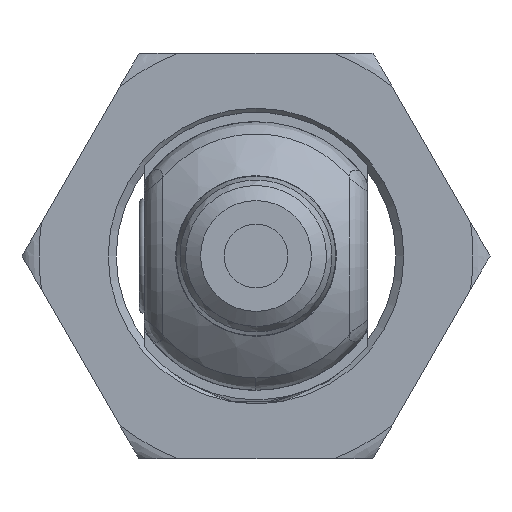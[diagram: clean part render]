
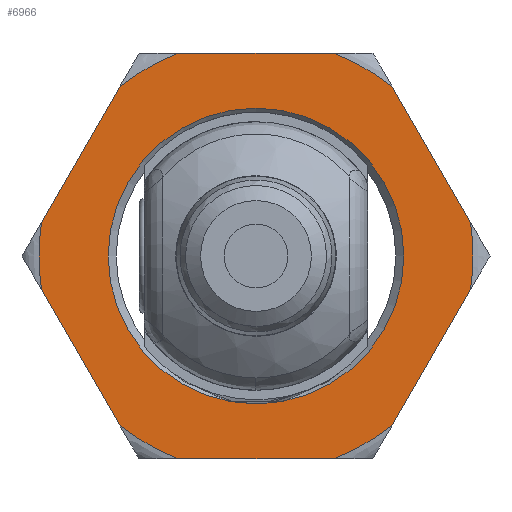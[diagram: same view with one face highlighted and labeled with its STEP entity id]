
A CAD part, left-side view. The second image highlights one B-rep face of the part: STEP entity #6966.
In plain terms, the highlighted planar face has unit normal (-1, 0, 0).
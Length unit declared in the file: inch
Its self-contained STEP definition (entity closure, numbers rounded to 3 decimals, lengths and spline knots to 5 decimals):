
#38 = VERTEX_POINT ( 'NONE', #4731 ) ;
#94 = DIRECTION ( 'NONE',  ( 0., 0.5, 0.866 ) ) ;
#126 = DIRECTION ( 'NONE',  ( 0., 0., 1. ) ) ;
#130 = AXIS2_PLACEMENT_3D ( 'NONE', #3345, #6124, #2289 ) ;
#164 = CARTESIAN_POINT ( 'NONE',  ( 0.23447, -0.43233, 0.24961 ) ) ;
#173 = DIRECTION ( 'NONE',  ( 0., -0.5, -0.866 ) ) ;
#226 = VERTEX_POINT ( 'NONE', #1323 ) ;
#281 = VERTEX_POINT ( 'NONE', #2043 ) ;
#398 = LINE ( 'NONE', #542, #3395 ) ;
#442 = VECTOR ( 'NONE', #173, 39.37008 ) ;
#466 = ORIENTED_EDGE ( 'NONE', *, *, #969, .T. ) ;
#542 = CARTESIAN_POINT ( 'NONE',  ( 0.23447, 0., -0.49921 ) ) ;
#585 = EDGE_CURVE ( 'NONE', #6472, #3595, #5861, .T. ) ;
#653 = VERTEX_POINT ( 'NONE', #5418 ) ;
#660 = ORIENTED_EDGE ( 'NONE', *, *, #3016, .T. ) ;
#706 = CARTESIAN_POINT ( 'NONE',  ( 0.23447, -0.52854, 0.08297 ) ) ;
#757 = EDGE_CURVE ( 'NONE', #5970, #226, #971, .T. ) ;
#836 = CARTESIAN_POINT ( 'NONE',  ( 0.23447, 0., 0. ) ) ;
#929 = EDGE_CURVE ( 'NONE', #4135, #281, #2962, .T. ) ;
#969 = EDGE_CURVE ( 'NONE', #281, #3444, #3644, .T. ) ;
#970 = CARTESIAN_POINT ( 'NONE',  ( 0.23447, 0.19241, -0.49921 ) ) ;
#971 = CIRCLE ( 'NONE', #4345, 0.53501 ) ;
#974 = ORIENTED_EDGE ( 'NONE', *, *, #929, .T. ) ;
#1117 = CIRCLE ( 'NONE', #5194, 0.53501 ) ;
#1143 = DIRECTION ( 'NONE',  ( 1., 0., 0. ) ) ;
#1229 = LINE ( 'NONE', #2704, #5135 ) ;
#1303 = EDGE_LOOP ( 'NONE', ( #4294, #4027, #2952, #7076, #3244, #5694, #2944, #6307, #974, #466, #4480, #2251 ) ) ;
#1323 = CARTESIAN_POINT ( 'NONE',  ( 0.23447, 0.33612, 0.41624 ) ) ;
#1411 = AXIS2_PLACEMENT_3D ( 'NONE', #5997, #3108, #3181 ) ;
#1420 = DIRECTION ( 'NONE',  ( 0., 0., 1. ) ) ;
#1531 = CARTESIAN_POINT ( 'NONE',  ( 0.23447, 0., 0. ) ) ;
#1784 = AXIS2_PLACEMENT_3D ( 'NONE', #6392, #4045, #5849 ) ;
#1861 = EDGE_CURVE ( 'NONE', #226, #6472, #1229, .T. ) ;
#2001 = CARTESIAN_POINT ( 'NONE',  ( 0.23447, 0.52854, -0.08297 ) ) ;
#2043 = CARTESIAN_POINT ( 'NONE',  ( 0.23447, -0.52854, -0.08297 ) ) ;
#2138 = CARTESIAN_POINT ( 'NONE',  ( 0.23447, 0.33612, -0.41624 ) ) ;
#2251 = ORIENTED_EDGE ( 'NONE', *, *, #2271, .T. ) ;
#2271 = EDGE_CURVE ( 'NONE', #653, #38, #2688, .T. ) ;
#2289 = DIRECTION ( 'NONE',  ( 0., 0., -1. ) ) ;
#2303 = CARTESIAN_POINT ( 'NONE',  ( 0.23447, 0., 0. ) ) ;
#2379 = DIRECTION ( 'NONE',  ( 0., -0.5, 0.866 ) ) ;
#2531 = VERTEX_POINT ( 'NONE', #5696 ) ;
#2631 = AXIS2_PLACEMENT_3D ( 'NONE', #836, #3060, #6928 ) ;
#2688 = CIRCLE ( 'NONE', #1411, 0.53501 ) ;
#2704 = CARTESIAN_POINT ( 'NONE',  ( 0.23447, 0.43233, 0.24961 ) ) ;
#2713 = AXIS2_PLACEMENT_3D ( 'NONE', #2303, #5568, #4430 ) ;
#2944 = ORIENTED_EDGE ( 'NONE', *, *, #3326, .T. ) ;
#2952 = ORIENTED_EDGE ( 'NONE', *, *, #1861, .T. ) ;
#2962 = LINE ( 'NONE', #5705, #4105 ) ;
#2997 = DIRECTION ( 'NONE',  ( 0., 1., 0. ) ) ;
#3016 = EDGE_CURVE ( 'NONE', #4964, #4964, #4428, .T. ) ;
#3060 = DIRECTION ( 'NONE',  ( -1., 0., 0. ) ) ;
#3108 = DIRECTION ( 'NONE',  ( -1., 0., 0. ) ) ;
#3181 = DIRECTION ( 'NONE',  ( 0., 0., 1. ) ) ;
#3244 = ORIENTED_EDGE ( 'NONE', *, *, #5898, .T. ) ;
#3326 = EDGE_CURVE ( 'NONE', #3349, #2531, #398, .T. ) ;
#3345 = CARTESIAN_POINT ( 'NONE',  ( 0.23447, 0., 0. ) ) ;
#3349 = VERTEX_POINT ( 'NONE', #970 ) ;
#3395 = VECTOR ( 'NONE', #7137, 39.37008 ) ;
#3404 = VERTEX_POINT ( 'NONE', #2138 ) ;
#3444 = VERTEX_POINT ( 'NONE', #706 ) ;
#3595 = VERTEX_POINT ( 'NONE', #2001 ) ;
#3644 = CIRCLE ( 'NONE', #1784, 0.53501 ) ;
#3735 = CARTESIAN_POINT ( 'NONE',  ( 0.23447, -0.33612, -0.41624 ) ) ;
#3798 = DIRECTION ( 'NONE',  ( 0., 0., 1. ) ) ;
#3944 = CARTESIAN_POINT ( 'NONE',  ( 0.23447, 0.43233, -0.24961 ) ) ;
#4027 = ORIENTED_EDGE ( 'NONE', *, *, #757, .T. ) ;
#4045 = DIRECTION ( 'NONE',  ( -1., 0., 0. ) ) ;
#4105 = VECTOR ( 'NONE', #2379, 39.37008 ) ;
#4135 = VERTEX_POINT ( 'NONE', #3735 ) ;
#4224 = EDGE_CURVE ( 'NONE', #3404, #3349, #1117, .T. ) ;
#4246 = EDGE_CURVE ( 'NONE', #3444, #653, #5087, .T. ) ;
#4294 = ORIENTED_EDGE ( 'NONE', *, *, #5311, .T. ) ;
#4309 = CARTESIAN_POINT ( 'NONE',  ( 0.23447, 0.52854, 0.08297 ) ) ;
#4345 = AXIS2_PLACEMENT_3D ( 'NONE', #1531, #4858, #1420 ) ;
#4428 = CIRCLE ( 'NONE', #130, 0.36417 ) ;
#4430 = DIRECTION ( 'NONE',  ( 0., 0., 1. ) ) ;
#4462 = PLANE ( 'NONE',  #5510 ) ;
#4480 = ORIENTED_EDGE ( 'NONE', *, *, #4246, .T. ) ;
#4606 = VECTOR ( 'NONE', #94, 39.37008 ) ;
#4731 = CARTESIAN_POINT ( 'NONE',  ( 0.23447, -0.19241, 0.49921 ) ) ;
#4733 = VECTOR ( 'NONE', #2997, 39.37008 ) ;
#4749 = LINE ( 'NONE', #6972, #4733 ) ;
#4850 = CARTESIAN_POINT ( 'NONE',  ( 0.23447, 0., -0.36417 ) ) ;
#4858 = DIRECTION ( 'NONE',  ( -1., 0., 0. ) ) ;
#4964 = VERTEX_POINT ( 'NONE', #4850 ) ;
#5087 = LINE ( 'NONE', #164, #4606 ) ;
#5092 = CIRCLE ( 'NONE', #2631, 0.53501 ) ;
#5095 = EDGE_LOOP ( 'NONE', ( #660 ) ) ;
#5135 = VECTOR ( 'NONE', #6774, 39.37008 ) ;
#5194 = AXIS2_PLACEMENT_3D ( 'NONE', #6684, #6828, #126 ) ;
#5311 = EDGE_CURVE ( 'NONE', #38, #5970, #4749, .T. ) ;
#5418 = CARTESIAN_POINT ( 'NONE',  ( 0.23447, -0.33612, 0.41624 ) ) ;
#5493 = FACE_BOUND ( 'NONE', #5095, .T. ) ;
#5510 = AXIS2_PLACEMENT_3D ( 'NONE', #5598, #1143, #3798 ) ;
#5568 = DIRECTION ( 'NONE',  ( -1., 0., 0. ) ) ;
#5571 = EDGE_CURVE ( 'NONE', #2531, #4135, #5092, .T. ) ;
#5598 = CARTESIAN_POINT ( 'NONE',  ( 0.23447, 0., 0. ) ) ;
#5694 = ORIENTED_EDGE ( 'NONE', *, *, #4224, .T. ) ;
#5696 = CARTESIAN_POINT ( 'NONE',  ( 0.23447, -0.19241, -0.49921 ) ) ;
#5705 = CARTESIAN_POINT ( 'NONE',  ( 0.23447, -0.43233, -0.24961 ) ) ;
#5849 = DIRECTION ( 'NONE',  ( 0., 0., 1. ) ) ;
#5861 = CIRCLE ( 'NONE', #2713, 0.53501 ) ;
#5898 = EDGE_CURVE ( 'NONE', #3595, #3404, #6839, .T. ) ;
#5970 = VERTEX_POINT ( 'NONE', #6147 ) ;
#5997 = CARTESIAN_POINT ( 'NONE',  ( 0.23447, 0., 0. ) ) ;
#6124 = DIRECTION ( 'NONE',  ( 1., 0., 0. ) ) ;
#6147 = CARTESIAN_POINT ( 'NONE',  ( 0.23447, 0.19241, 0.49921 ) ) ;
#6307 = ORIENTED_EDGE ( 'NONE', *, *, #5571, .T. ) ;
#6392 = CARTESIAN_POINT ( 'NONE',  ( 0.23447, 0., 0. ) ) ;
#6472 = VERTEX_POINT ( 'NONE', #4309 ) ;
#6581 = FACE_OUTER_BOUND ( 'NONE', #1303, .T. ) ;
#6684 = CARTESIAN_POINT ( 'NONE',  ( 0.23447, 0., 0. ) ) ;
#6774 = DIRECTION ( 'NONE',  ( 0., 0.5, -0.866 ) ) ;
#6828 = DIRECTION ( 'NONE',  ( -1., 0., 0. ) ) ;
#6839 = LINE ( 'NONE', #3944, #442 ) ;
#6928 = DIRECTION ( 'NONE',  ( 0., 0., 1. ) ) ;
#6966 = ADVANCED_FACE ( 'NONE', ( #5493, #6581 ), #4462, .F. ) ;
#6972 = CARTESIAN_POINT ( 'NONE',  ( 0.23447, 0., 0.49921 ) ) ;
#7076 = ORIENTED_EDGE ( 'NONE', *, *, #585, .T. ) ;
#7137 = DIRECTION ( 'NONE',  ( 0., -1., 0. ) ) ;
